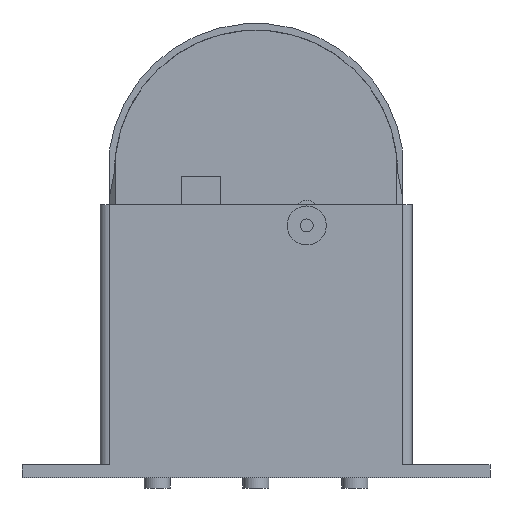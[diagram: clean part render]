
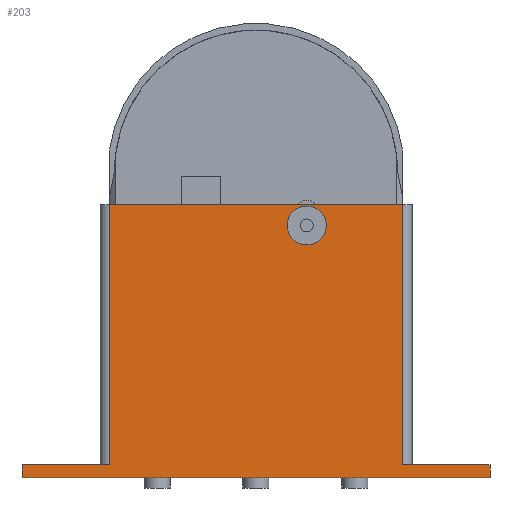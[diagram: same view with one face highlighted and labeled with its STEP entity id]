
A CAD part, front view. The second image highlights one B-rep face of the part: STEP entity #203.
In plain terms, the highlighted planar face has unit normal (0, -1, 0).
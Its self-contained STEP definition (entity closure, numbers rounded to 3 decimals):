
#203=ADVANCED_FACE('',(#460,#461),#462,.T.);
#460=FACE_BOUND('',#783,.T.);
#461=FACE_OUTER_BOUND('',#784,.T.);
#462=PLANE('',#785);
#783=EDGE_LOOP('',(#1273,#1274));
#784=EDGE_LOOP('',(#1275,#1276,#1277,#1278,#1279,#1280,#1281,#1282));
#785=AXIS2_PLACEMENT_3D('',#1283,#1284,#1285);
#1273=ORIENTED_EDGE('',*,*,#1850,.T.);
#1274=ORIENTED_EDGE('',*,*,#1809,.T.);
#1275=ORIENTED_EDGE('',*,*,#1921,.T.);
#1276=ORIENTED_EDGE('',*,*,#1915,.T.);
#1277=ORIENTED_EDGE('',*,*,#1918,.T.);
#1278=ORIENTED_EDGE('',*,*,#1895,.F.);
#1279=ORIENTED_EDGE('',*,*,#1925,.T.);
#1280=ORIENTED_EDGE('',*,*,#1926,.F.);
#1281=ORIENTED_EDGE('',*,*,#1927,.T.);
#1282=ORIENTED_EDGE('',*,*,#1928,.T.);
#1283=CARTESIAN_POINT('',(-45.0,-20.0,0.0));
#1284=DIRECTION('',(0.0,-1.0,0.0));
#1285=DIRECTION('',(1.0,0.0,0.0));
#1809=EDGE_CURVE('',#2140,#2137,#2141,.T.);
#1850=EDGE_CURVE('',#2137,#2140,#2199,.T.);
#1895=EDGE_CURVE('',#2262,#2257,#2264,.T.);
#1915=EDGE_CURVE('',#2295,#2293,#2296,.T.);
#1918=EDGE_CURVE('',#2293,#2257,#2299,.T.);
#1921=EDGE_CURVE('',#2302,#2295,#2303,.T.);
#1925=EDGE_CURVE('',#2262,#2308,#2309,.T.);
#1926=EDGE_CURVE('',#2310,#2308,#2311,.T.);
#1927=EDGE_CURVE('',#2310,#2312,#2313,.T.);
#1928=EDGE_CURVE('',#2312,#2302,#2314,.T.);
#2137=VERTEX_POINT('',#2609);
#2140=VERTEX_POINT('',#2613);
#2141=CIRCLE('',#2614,7.5);
#2199=CIRCLE('',#2681,7.5);
#2257=VERTEX_POINT('',#2755);
#2262=VERTEX_POINT('',#2761);
#2264=LINE('',#2763,#2764);
#2293=VERTEX_POINT('',#2802);
#2295=VERTEX_POINT('',#2804);
#2296=LINE('',#2805,#2806);
#2299=LINE('',#2809,#2810);
#2302=VERTEX_POINT('',#2814);
#2303=LINE('',#2815,#2816);
#2308=VERTEX_POINT('',#2823);
#2309=LINE('',#2824,#2825);
#2310=VERTEX_POINT('',#2826);
#2311=LINE('',#2827,#2828);
#2312=VERTEX_POINT('',#2829);
#2313=LINE('',#2830,#2831);
#2314=LINE('',#2832,#2833);
#2609=CARTESIAN_POINT('',(27.0,-20.0,97.0));
#2613=CARTESIAN_POINT('',(12.0,-20.0,97.0));
#2614=AXIS2_PLACEMENT_3D('',#3229,#3230,#3231);
#2681=AXIS2_PLACEMENT_3D('',#3295,#3296,#3297);
#2755=CARTESIAN_POINT('',(-56.4,-20.,105.0));
#2761=CARTESIAN_POINT('',(-56.4,-20.,5.0));
#2763=CARTESIAN_POINT('',(-56.4,-20.,5.0));
#2764=VECTOR('',#3357,1.0);
#2802=CARTESIAN_POINT('',(56.4,-20.0,105.0));
#2804=CARTESIAN_POINT('',(56.4,-20.0,5.0));
#2805=CARTESIAN_POINT('',(56.4,-20.0,5.0));
#2806=VECTOR('',#3382,1.0);
#2809=CARTESIAN_POINT('',(0.0,-20.0,105.0));
#2810=VECTOR('',#3386,1.0);
#2814=CARTESIAN_POINT('',(90.0,-20.0,5.0));
#2815=CARTESIAN_POINT('',(0.0,-20.0,5.0));
#2816=VECTOR('',#3388,1.0);
#2823=CARTESIAN_POINT('',(-90.0,-20.0,5.0));
#2824=CARTESIAN_POINT('',(0.0,-20.0,5.0));
#2825=VECTOR('',#3391,1.0);
#2826=CARTESIAN_POINT('',(-90.0,-20.0,0.0));
#2827=CARTESIAN_POINT('',(-90.0,-20.0,0.0));
#2828=VECTOR('',#3392,1.0);
#2829=CARTESIAN_POINT('',(90.0,-20.0,0.0));
#2830=CARTESIAN_POINT('',(0.0,-20.0,0.0));
#2831=VECTOR('',#3393,1.0);
#2832=CARTESIAN_POINT('',(90.0,-20.0,0.0));
#2833=VECTOR('',#3394,1.0);
#3229=CARTESIAN_POINT('',(19.5,-20.0,97.0));
#3230=DIRECTION('',(-0.0,1.0,0.0));
#3231=DIRECTION('',(1.0,0.0,0.0));
#3295=CARTESIAN_POINT('',(19.5,-20.0,97.0));
#3296=DIRECTION('',(-0.0,1.0,0.0));
#3297=DIRECTION('',(1.0,0.0,0.0));
#3357=DIRECTION('',(0.0,0.0,1.0));
#3382=DIRECTION('',(0.0,0.0,1.0));
#3386=DIRECTION('',(-1.0,-0.0,-0.0));
#3388=DIRECTION('',(-1.0,-0.0,-0.0));
#3391=DIRECTION('',(-1.0,-0.0,-0.0));
#3392=DIRECTION('',(0.0,0.0,1.0));
#3393=DIRECTION('',(1.0,0.0,0.0));
#3394=DIRECTION('',(0.0,0.0,1.0));
